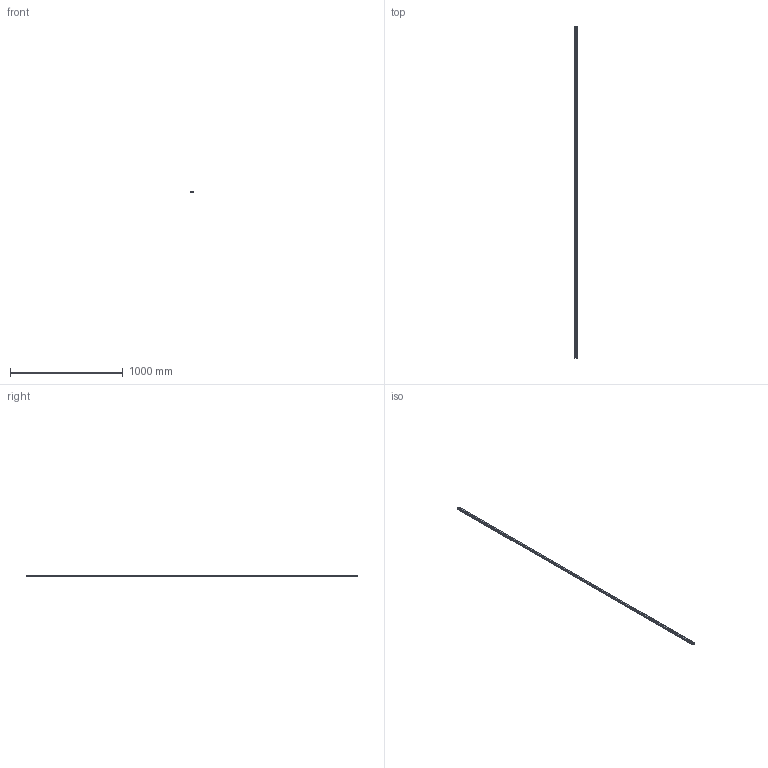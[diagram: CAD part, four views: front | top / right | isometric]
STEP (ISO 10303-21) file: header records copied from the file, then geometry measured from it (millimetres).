
FILE_DESCRIPTION(('STEP AP214'),'1');
FILE_NAME('cctmp_DBBF0520-C8F9-4DF0-8B32-4F8E984675FE_2021_01_22_13_33_28_0094..stp','2021-01-22T12:33:28',('HIWIN GmbH'),('CADClick - www.CADClick.com'),'Spatial InterOp 3D',' ','unknown authorization');
FILE_SCHEMA(('AUTOMOTIVE_DESIGN'));
Length unit declared in the file: millimetre
Products named in the file (1): HGR20T2940C_FILE
Bounding box: 20 x 2940 x 17.5 mm (x, y, z)
Volume: 868334.6 mm3; surface area: 234326.7 mm2
Topology: 1 solids, 1 shells, 303 faces, 793 edges, 447 vertices
Faces by surface type: cylinder 120, cone 98, plane 85
Entity records: 10985 total; most frequent: DIRECTION 1543, CARTESIAN_POINT 1446, ORIENTED_EDGE 1390, EDGE_CURVE 695, AXIS2_PLACEMENT_3D 544, LINE 455, VECTOR 455, VERTEX_POINT 447
